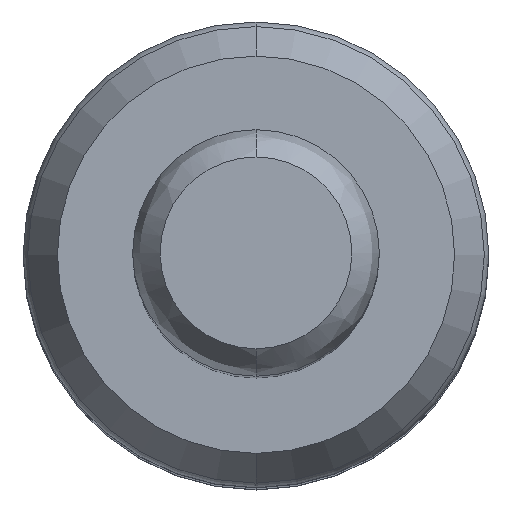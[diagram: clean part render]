
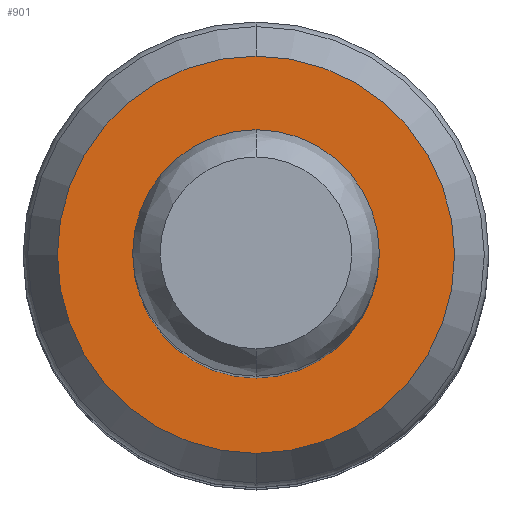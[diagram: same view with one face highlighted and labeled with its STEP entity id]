
A CAD part, top view. The second image highlights one B-rep face of the part: STEP entity #901.
In plain terms, the highlighted planar face has unit normal (0, 0, 1).
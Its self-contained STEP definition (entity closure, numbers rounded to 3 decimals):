
#243=CARTESIAN_POINT('',(0.,0.,0.));
#244=DIRECTION('',(0.,0.,1.));
#245=DIRECTION('',(0.,1.,0.));
#246=AXIS2_PLACEMENT_3D('',#243,#244,#245);
#252=CARTESIAN_POINT('',(0.,0.,0.));
#253=DIRECTION('',(0.,0.,-1.));
#254=DIRECTION('',(0.,1.,0.));
#255=AXIS2_PLACEMENT_3D('',#252,#253,#254);
#287=CARTESIAN_POINT('',(0.,0.,0.));
#288=DIRECTION('',(0.,0.,-1.));
#289=DIRECTION('',(0.,1.,0.));
#290=AXIS2_PLACEMENT_3D('',#287,#288,#289);
#292=CARTESIAN_POINT('',(0.,0.,0.));
#293=DIRECTION('',(0.,0.,-1.));
#294=DIRECTION('',(0.,-1.,0.));
#295=AXIS2_PLACEMENT_3D('',#292,#293,#294);
#467=CARTESIAN_POINT('',(0.,1.8,0.));
#468=CARTESIAN_POINT('',(0.,-1.8,0.));
#469=VERTEX_POINT('',#467);
#470=VERTEX_POINT('',#468);
#471=CARTESIAN_POINT('',(0.,2.9,0.));
#472=CARTESIAN_POINT('',(0.,-2.9,0.));
#473=VERTEX_POINT('',#471);
#474=VERTEX_POINT('',#472);
#886=CARTESIAN_POINT('',(0.,0.,0.));
#887=DIRECTION('',(0.,0.,-1.));
#888=DIRECTION('',(0.,-1.,0.));
#889=AXIS2_PLACEMENT_3D('',#886,#887,#888);
#890=PLANE('',#889);
#891=ORIENTED_EDGE('',*,*,#827,.F.);
#892=ORIENTED_EDGE('',*,*,#842,.T.);
#893=EDGE_LOOP('',(#891,#892));
#894=FACE_OUTER_BOUND('',#893,.F.);
#896=ORIENTED_EDGE('',*,*,#895,.F.);
#898=ORIENTED_EDGE('',*,*,#897,.F.);
#899=EDGE_LOOP('',(#896,#898));
#900=FACE_BOUND('',#899,.F.);
#247=CIRCLE('',#246,2.9);
#256=CIRCLE('',#255,2.9);
#291=CIRCLE('',#290,1.8);
#296=CIRCLE('',#295,1.8);
#827=EDGE_CURVE('',#473,#474,#247,.T.);
#842=EDGE_CURVE('',#473,#474,#256,.T.);
#895=EDGE_CURVE('',#469,#470,#291,.T.);
#897=EDGE_CURVE('',#470,#469,#296,.T.);
#901=ADVANCED_FACE('',(#894,#900),#890,.F.);
